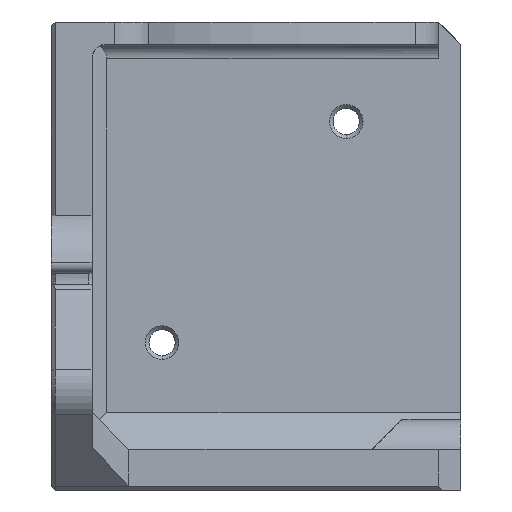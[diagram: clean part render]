
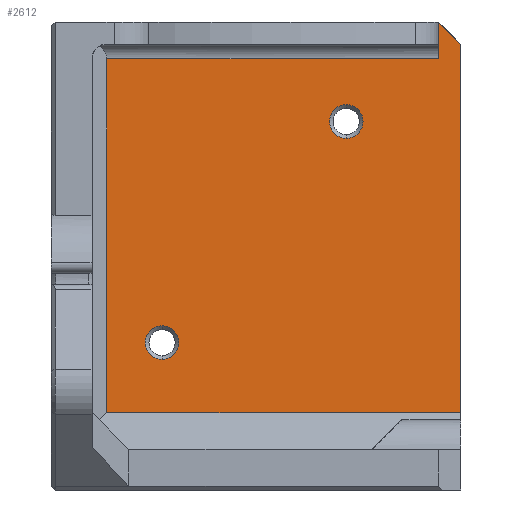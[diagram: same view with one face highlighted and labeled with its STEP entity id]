
A CAD part, left-side view. The second image highlights one B-rep face of the part: STEP entity #2612.
In plain terms, the highlighted planar face has unit normal (-1, 0, 0).
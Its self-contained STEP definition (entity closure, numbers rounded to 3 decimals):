
#4 = LINE ( 'NONE', #2312, #2078 ) ;
#34 = CIRCLE ( 'NONE', #5674, 2.275 ) ;
#54 = LINE ( 'NONE', #4508, #1639 ) ;
#92 = DIRECTION ( 'NONE',  ( 0., 0.707, 0.707 ) ) ;
#193 = ORIENTED_EDGE ( 'NONE', *, *, #2052, .F. ) ;
#222 = AXIS2_PLACEMENT_3D ( 'NONE', #555, #4558, #3215 ) ;
#299 = CARTESIAN_POINT ( 'NONE',  ( 25., -2., -31.5 ) ) ;
#346 = LINE ( 'NONE', #1621, #4902 ) ;
#348 = DIRECTION ( 'NONE',  ( 1., 0., 0. ) ) ;
#381 = CARTESIAN_POINT ( 'NONE',  ( 25., -34.5, 10.725 ) ) ;
#447 = PLANE ( 'NONE',  #222 ) ;
#463 = EDGE_CURVE ( 'NONE', #5563, #483, #1697, .T. ) ;
#483 = VERTEX_POINT ( 'NONE', #381 ) ;
#555 = CARTESIAN_POINT ( 'NONE',  ( 25., -50., 26.5 ) ) ;
#582 = AXIS2_PLACEMENT_3D ( 'NONE', #1207, #5162, #2530 ) ;
#616 = VERTEX_POINT ( 'NONE', #1889 ) ;
#638 = LINE ( 'NONE', #299, #4425 ) ;
#661 = EDGE_LOOP ( 'NONE', ( #5342, #1979 ) ) ;
#737 = DIRECTION ( 'NONE',  ( 0., 0., -1. ) ) ;
#923 = LINE ( 'NONE', #5122, #5448 ) ;
#952 = EDGE_CURVE ( 'NONE', #3270, #5100, #34, .T. ) ;
#1042 = VERTEX_POINT ( 'NONE', #2164 ) ;
#1170 = VERTEX_POINT ( 'NONE', #4351 ) ;
#1207 = CARTESIAN_POINT ( 'NONE',  ( 25., -34.5, 13. ) ) ;
#1218 = ORIENTED_EDGE ( 'NONE', *, *, #5686, .T. ) ;
#1351 = AXIS2_PLACEMENT_3D ( 'NONE', #3208, #3223, #3639 ) ;
#1384 = ORIENTED_EDGE ( 'NONE', *, *, #4379, .T. ) ;
#1511 = ORIENTED_EDGE ( 'NONE', *, *, #4895, .T. ) ;
#1596 = FACE_BOUND ( 'NONE', #4396, .T. ) ;
#1621 = CARTESIAN_POINT ( 'NONE',  ( 25., -50., 26.5 ) ) ;
#1639 = VECTOR ( 'NONE', #5006, 1000. ) ;
#1647 = ORIENTED_EDGE ( 'NONE', *, *, #4630, .T. ) ;
#1697 = CIRCLE ( 'NONE', #582, 2.275 ) ;
#1748 = CARTESIAN_POINT ( 'NONE',  ( 25., -47., 21.5 ) ) ;
#1760 = EDGE_CURVE ( 'NONE', #5152, #616, #2437, .T. ) ;
#1889 = CARTESIAN_POINT ( 'NONE',  ( 25., -2., 21.5 ) ) ;
#1979 = ORIENTED_EDGE ( 'NONE', *, *, #3130, .T. ) ;
#1986 = AXIS2_PLACEMENT_3D ( 'NONE', #3346, #3803, #5579 ) ;
#2011 = FACE_OUTER_BOUND ( 'NONE', #4867, .T. ) ;
#2052 = EDGE_CURVE ( 'NONE', #5152, #1042, #923, .T. ) ;
#2078 = VECTOR ( 'NONE', #92, 1000. ) ;
#2130 = CARTESIAN_POINT ( 'NONE',  ( 25., -50., 23.5 ) ) ;
#2164 = CARTESIAN_POINT ( 'NONE',  ( 25., -47., 26.5 ) ) ;
#2312 = CARTESIAN_POINT ( 'NONE',  ( 25., -50., 23.5 ) ) ;
#2372 = CARTESIAN_POINT ( 'NONE',  ( 25., -9.5, -14.725 ) ) ;
#2437 = LINE ( 'NONE', #2630, #4498 ) ;
#2477 = VERTEX_POINT ( 'NONE', #2130 ) ;
#2530 = DIRECTION ( 'NONE',  ( 0., 0., -1. ) ) ;
#2612 = ADVANCED_FACE ( 'NONE', ( #1596, #3212, #2011 ), #447, .F. ) ;
#2630 = CARTESIAN_POINT ( 'NONE',  ( 25., -50., 21.5 ) ) ;
#2949 = DIRECTION ( 'NONE',  ( 0., 0., 1. ) ) ;
#3055 = DIRECTION ( 'NONE',  ( 0., 1., 0. ) ) ;
#3130 = EDGE_CURVE ( 'NONE', #5100, #3270, #5506, .T. ) ;
#3208 = CARTESIAN_POINT ( 'NONE',  ( 25., -9.5, -17. ) ) ;
#3212 = FACE_BOUND ( 'NONE', #661, .T. ) ;
#3215 = DIRECTION ( 'NONE',  ( 0., 0., -1. ) ) ;
#3223 = DIRECTION ( 'NONE',  ( 1., 0., 0. ) ) ;
#3270 = VERTEX_POINT ( 'NONE', #2372 ) ;
#3346 = CARTESIAN_POINT ( 'NONE',  ( 25., -34.5, 13. ) ) ;
#3479 = DIRECTION ( 'NONE',  ( 0., 0., -1. ) ) ;
#3639 = DIRECTION ( 'NONE',  ( 0., 0., -1. ) ) ;
#3657 = ORIENTED_EDGE ( 'NONE', *, *, #1760, .T. ) ;
#3803 = DIRECTION ( 'NONE',  ( 1., 0., 0. ) ) ;
#4052 = ORIENTED_EDGE ( 'NONE', *, *, #463, .T. ) ;
#4108 = CARTESIAN_POINT ( 'NONE',  ( 25., -2., -26.5 ) ) ;
#4129 = ORIENTED_EDGE ( 'NONE', *, *, #4856, .F. ) ;
#4310 = CARTESIAN_POINT ( 'NONE',  ( 25., -9.5, -17. ) ) ;
#4351 = CARTESIAN_POINT ( 'NONE',  ( 25., -50., -26.5 ) ) ;
#4379 = EDGE_CURVE ( 'NONE', #616, #5619, #638, .T. ) ;
#4396 = EDGE_LOOP ( 'NONE', ( #4052, #1511 ) ) ;
#4419 = CARTESIAN_POINT ( 'NONE',  ( 25., -34.5, 15.275 ) ) ;
#4425 = VECTOR ( 'NONE', #3479, 1000. ) ;
#4498 = VECTOR ( 'NONE', #3055, 1000. ) ;
#4508 = CARTESIAN_POINT ( 'NONE',  ( 25., -50., -26.5 ) ) ;
#4558 = DIRECTION ( 'NONE',  ( 1., 0., 0. ) ) ;
#4630 = EDGE_CURVE ( 'NONE', #2477, #1042, #4, .T. ) ;
#4856 = EDGE_CURVE ( 'NONE', #2477, #1170, #346, .T. ) ;
#4867 = EDGE_LOOP ( 'NONE', ( #193, #3657, #1384, #1218, #4129, #1647 ) ) ;
#4895 = EDGE_CURVE ( 'NONE', #483, #5563, #5637, .T. ) ;
#4902 = VECTOR ( 'NONE', #737, 1000. ) ;
#5006 = DIRECTION ( 'NONE',  ( 0., -1., 0. ) ) ;
#5100 = VERTEX_POINT ( 'NONE', #5302 ) ;
#5122 = CARTESIAN_POINT ( 'NONE',  ( 25., -47., 23.5 ) ) ;
#5152 = VERTEX_POINT ( 'NONE', #1748 ) ;
#5162 = DIRECTION ( 'NONE',  ( 1., 0., 0. ) ) ;
#5192 = DIRECTION ( 'NONE',  ( 0., 0., -1. ) ) ;
#5302 = CARTESIAN_POINT ( 'NONE',  ( 25., -9.5, -19.275 ) ) ;
#5342 = ORIENTED_EDGE ( 'NONE', *, *, #952, .T. ) ;
#5448 = VECTOR ( 'NONE', #2949, 1000. ) ;
#5506 = CIRCLE ( 'NONE', #1351, 2.275 ) ;
#5563 = VERTEX_POINT ( 'NONE', #4419 ) ;
#5579 = DIRECTION ( 'NONE',  ( 0., 0., -1. ) ) ;
#5619 = VERTEX_POINT ( 'NONE', #4108 ) ;
#5637 = CIRCLE ( 'NONE', #1986, 2.275 ) ;
#5674 = AXIS2_PLACEMENT_3D ( 'NONE', #4310, #348, #5192 ) ;
#5686 = EDGE_CURVE ( 'NONE', #5619, #1170, #54, .T. ) ;
